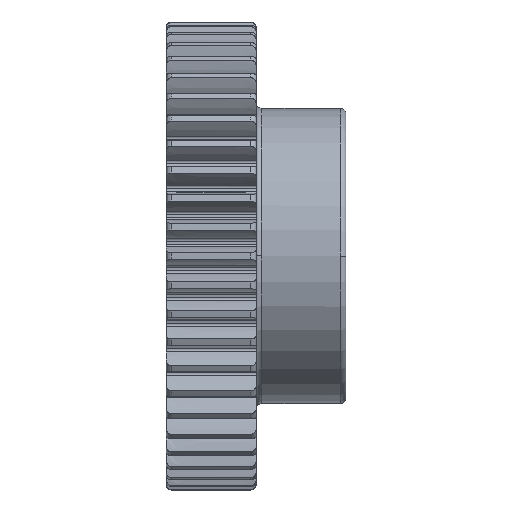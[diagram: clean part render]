
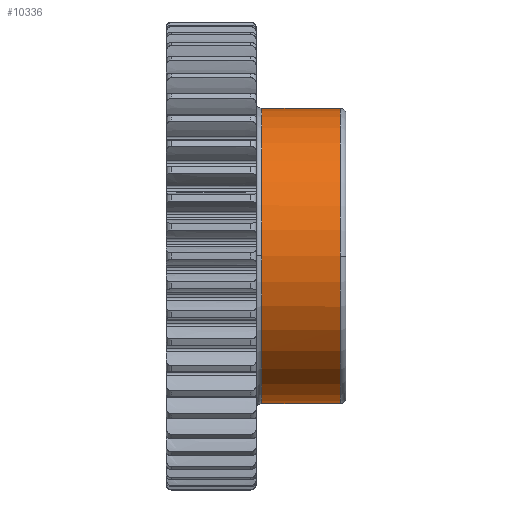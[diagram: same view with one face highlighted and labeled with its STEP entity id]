
A CAD part, front view. The second image highlights one B-rep face of the part: STEP entity #10336.
In plain terms, the highlighted cylindrical face has radius 20.796 mm (diameter 41.592 mm), a partial arc.
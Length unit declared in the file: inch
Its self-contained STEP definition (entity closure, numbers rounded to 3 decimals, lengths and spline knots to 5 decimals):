
#2201=CARTESIAN_POINT('',(0.7175,0.,0.));
#2202=DIRECTION('',(1.,0.,0.));
#2203=DIRECTION('',(0.,-1.,-0.001));
#2204=AXIS2_PLACEMENT_3D('',#2201,#2202,#2203);
#2211=CARTESIAN_POINT('',(0.7175,0.,0.));
#2212=DIRECTION('',(1.,0.,0.));
#2213=DIRECTION('',(0.,0.,1.));
#2214=AXIS2_PLACEMENT_3D('',#2211,#2212,#2213);
#2221=DIRECTION('',(-1.,0.,0.));
#2222=VECTOR('',#2221,0.4365);
#2223=CARTESIAN_POINT('',(0.7175,0.,-0.81875));
#2224=LINE('',#2223,#2222);
#2225=DIRECTION('',(1.,0.,0.));
#2226=VECTOR('',#2225,0.4365);
#2227=CARTESIAN_POINT('',(0.281,0.,0.81875));
#2228=LINE('',#2227,#2226);
#2234=CARTESIAN_POINT('',(0.281,0.,0.));
#2235=DIRECTION('',(-1.,0.,0.));
#2236=DIRECTION('',(0.,-1.,0.001));
#2237=AXIS2_PLACEMENT_3D('',#2234,#2235,#2236);
#4308=CARTESIAN_POINT('',(0.281,0.,0.));
#4309=DIRECTION('',(-1.,0.,0.));
#4310=DIRECTION('',(0.,0.,-1.));
#4311=AXIS2_PLACEMENT_3D('',#4308,#4309,#4310);
#8246=CARTESIAN_POINT('',(0.281,0.,-0.81875));
#8247=CARTESIAN_POINT('',(0.281,-0.81875,
0.00049));
#8248=VERTEX_POINT('',#8246);
#8249=VERTEX_POINT('',#8247);
#8340=CARTESIAN_POINT('',(0.7175,-0.81875,
-0.00047));
#8341=VERTEX_POINT('',#8340);
#8342=CARTESIAN_POINT('',(0.281,0.,0.81875));
#8343=CARTESIAN_POINT('',(0.7175,0.,0.81875));
#8344=VERTEX_POINT('',#8342);
#8345=VERTEX_POINT('',#8343);
#8346=CARTESIAN_POINT('',(0.7175,0.,-0.81875));
#8347=VERTEX_POINT('',#8346);
#10319=CARTESIAN_POINT('',(-0.29988,0.,0.));
#10320=DIRECTION('',(1.,0.,0.));
#10321=DIRECTION('',(0.,0.,-1.));
#10322=AXIS2_PLACEMENT_3D('',#10319,#10320,#10321);
#10323=CYLINDRICAL_SURFACE('',#10322,0.81875);
#10325=ORIENTED_EDGE('',*,*,#10324,.T.);
#10326=ORIENTED_EDGE('',*,*,#10308,.T.);
#10327=ORIENTED_EDGE('',*,*,#10295,.T.);
#10329=ORIENTED_EDGE('',*,*,#10328,.T.);
#10331=ORIENTED_EDGE('',*,*,#10330,.T.);
#10333=ORIENTED_EDGE('',*,*,#10332,.T.);
#10334=EDGE_LOOP('',(#10325,#10326,#10327,#10329,#10331,#10333));
#10335=FACE_OUTER_BOUND('',#10334,.F.);
#2205=CIRCLE('',#2204,0.81875);
#2215=CIRCLE('',#2214,0.81875);
#2238=CIRCLE('',#2237,0.81875);
#4312=CIRCLE('',#4311,0.81875);
#10295=EDGE_CURVE('',#8341,#8347,#2205,.T.);
#10308=EDGE_CURVE('',#8345,#8341,#2215,.T.);
#10324=EDGE_CURVE('',#8344,#8345,#2228,.T.);
#10328=EDGE_CURVE('',#8347,#8248,#2224,.T.);
#10330=EDGE_CURVE('',#8248,#8249,#4312,.T.);
#10332=EDGE_CURVE('',#8249,#8344,#2238,.T.);
#10336=ADVANCED_FACE('',(#10335),#10323,.T.);
